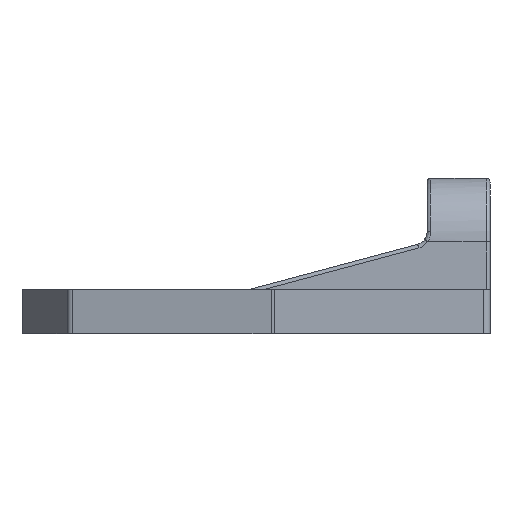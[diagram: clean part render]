
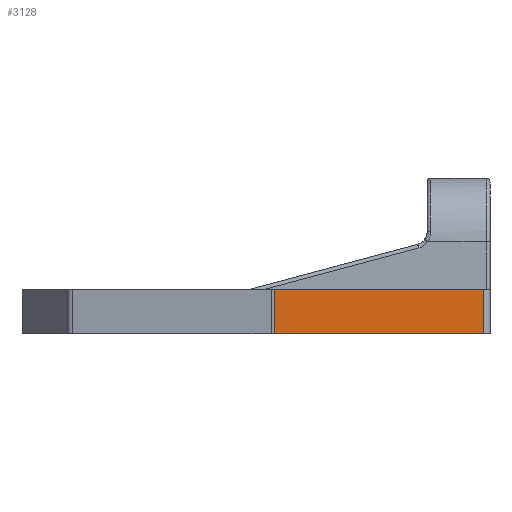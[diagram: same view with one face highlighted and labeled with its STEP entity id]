
A CAD part, front view. The second image highlights one B-rep face of the part: STEP entity #3128.
In plain terms, the highlighted planar face has unit normal (0, -1, 0).
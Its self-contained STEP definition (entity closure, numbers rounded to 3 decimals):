
#304=DIRECTION('',(-1.,0.,0.));
#305=VECTOR('',#304,16.628);
#306=CARTESIAN_POINT('',(-0.5,-44.25,0.));
#307=LINE('',#306,#305);
#509=DIRECTION('',(1.,0.,0.));
#510=VECTOR('',#509,16.628);
#511=CARTESIAN_POINT('',(-17.128,-44.25,3.5));
#512=LINE('',#511,#510);
#1025=DIRECTION('',(0.,0.,1.));
#1026=VECTOR('',#1025,3.5);
#1027=CARTESIAN_POINT('',(-0.5,-44.25,0.));
#1028=LINE('',#1027,#1026);
#1029=DIRECTION('',(0.,0.,1.));
#1030=VECTOR('',#1029,3.5);
#1031=CARTESIAN_POINT('',(-17.128,-44.25,0.));
#1032=LINE('',#1031,#1030);
#1459=CARTESIAN_POINT('',(-17.128,-44.25,3.5));
#1460=VERTEX_POINT('',#1459);
#1461=CARTESIAN_POINT('',(-0.5,-44.25,3.5));
#1462=VERTEX_POINT('',#1461);
#1598=CARTESIAN_POINT('',(-0.5,-44.25,0.));
#1600=VERTEX_POINT('',#1598);
#1610=CARTESIAN_POINT('',(-17.128,-44.25,0.));
#1612=VERTEX_POINT('',#1610);
#3116=CARTESIAN_POINT('',(-17.128,-44.25,0.));
#3117=DIRECTION('',(0.,-1.,0.));
#3118=DIRECTION('',(1.,0.,0.));
#3119=AXIS2_PLACEMENT_3D('',#3116,#3117,#3118);
#3120=PLANE('',#3119);
#3121=ORIENTED_EDGE('',*,*,#3110,.F.);
#3122=ORIENTED_EDGE('',*,*,#2246,.T.);
#3124=ORIENTED_EDGE('',*,*,#3123,.T.);
#3125=ORIENTED_EDGE('',*,*,#2411,.T.);
#3126=EDGE_LOOP('',(#3121,#3122,#3124,#3125));
#3127=FACE_OUTER_BOUND('',#3126,.F.);
#3128=ADVANCED_FACE('',(#3127),#3120,.T.);
#2246=EDGE_CURVE('',#1600,#1612,#307,.T.);
#2411=EDGE_CURVE('',#1460,#1462,#512,.T.);
#3110=EDGE_CURVE('',#1600,#1462,#1028,.T.);
#3123=EDGE_CURVE('',#1612,#1460,#1032,.T.);
